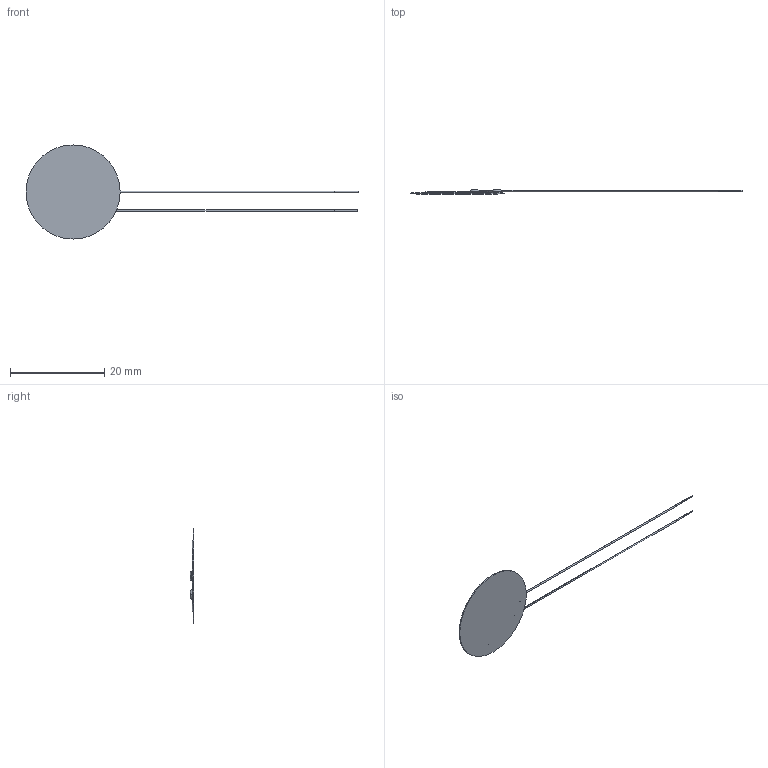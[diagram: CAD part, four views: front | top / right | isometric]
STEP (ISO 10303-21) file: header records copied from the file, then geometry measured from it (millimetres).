
FILE_DESCRIPTION (( 'STEP AP214' ), '1' );
FILE_NAME ('AB2063B-2-LW50.STEP', '2024-10-21T10:27:26', ( 'LENOVO' ), ( '' ), 'SwSTEP 2.0', 'SolidWorks 2021', '' );
FILE_SCHEMA (( 'AUTOMOTIVE_DESIGN' ));
Length unit declared in the file: millimetre
Products named in the file (5): AB2063B-2-LW50; AB4122B-LW50 test^AB2063B-2-LW50(2)_AB2063B-2-LW50; AB2063B-2-LW50(2)^AB2063B-2-LW50; AB2720B-LW100-R^Lead+Wires+++Glue v1_AB2063B-2-LW50(2)_AB2063B-2-LW50; Lead+Wires+++Glue v1^AB2063B-2-LW50(2)_AB2063B-2-LW50
Assembly tree (4 placements, depth 4):
  AB2063B-2-LW50
    AB2063B-2-LW50(2)^AB2063B-2-LW50
      Lead+Wires+++Glue v1^AB2063B-2-LW50(2)_AB2063B-2-LW50
        AB2720B-LW100-R^Lead+Wires+++Glue v1_AB2063B-2-LW50(2)_AB2063B-2-LW50
      AB4122B-LW50 test^AB2063B-2-LW50(2)_AB2063B-2-LW50
Bounding box: 70.55 x 0.85 x 20 mm (x, y, z)
Volume: 113.1 mm3; surface area: 771.8 mm2
Topology: 3 solids, 3 shells, 38 faces, 76 edges, 50 vertices
Faces by surface type: cylinder 16, plane 14, torus 8
Entity records: 1484 total; most frequent: CARTESIAN_POINT 233, DIRECTION 214, ORIENTED_EDGE 152, AXIS2_PLACEMENT_3D 99, EDGE_CURVE 76, CIRCLE 52, VERTEX_POINT 50, EDGE_LOOP 44
